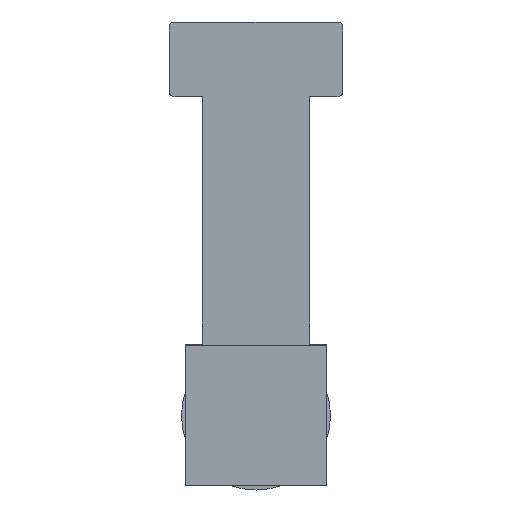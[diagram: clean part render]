
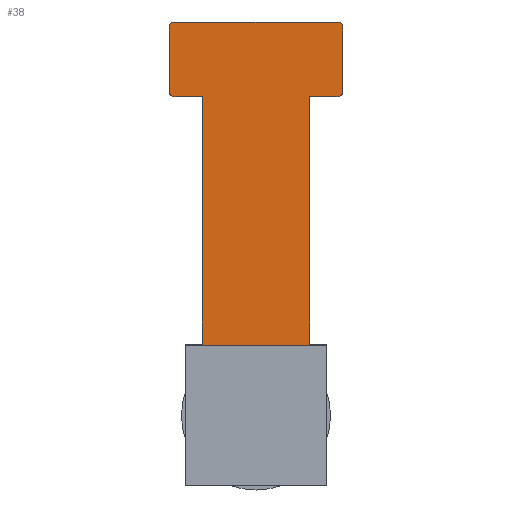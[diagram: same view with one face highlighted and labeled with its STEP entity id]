
A CAD part, front view. The second image highlights one B-rep face of the part: STEP entity #38.
In plain terms, the highlighted planar face has unit normal (0, -1, 0).
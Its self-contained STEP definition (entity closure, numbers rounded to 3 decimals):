
#38 = ADVANCED_FACE ( 'NONE', ( #1142 ), #1687, .F. ) ;
#58 = VECTOR ( 'NONE', #1636, 1000. ) ;
#67 = ORIENTED_EDGE ( 'NONE', *, *, #1341, .T. ) ;
#141 = DIRECTION ( 'NONE',  ( 0., -1., 0. ) ) ;
#151 = CARTESIAN_POINT ( 'NONE',  ( 5.25, 0.6, 19.25 ) ) ;
#165 = CARTESIAN_POINT ( 'NONE',  ( 3.25, 0.6, 4.25 ) ) ;
#204 = LINE ( 'NONE', #1272, #1379 ) ;
#219 = EDGE_CURVE ( 'NONE', #349, #1916, #1538, .T. ) ;
#227 = ORIENTED_EDGE ( 'NONE', *, *, #1601, .T. ) ;
#243 = VERTEX_POINT ( 'NONE', #1697 ) ;
#279 = ORIENTED_EDGE ( 'NONE', *, *, #945, .T. ) ;
#281 = CARTESIAN_POINT ( 'NONE',  ( 4.95, 0.6, 19.55 ) ) ;
#329 = EDGE_CURVE ( 'NONE', #913, #358, #773, .T. ) ;
#349 = VERTEX_POINT ( 'NONE', #165 ) ;
#358 = VERTEX_POINT ( 'NONE', #1494 ) ;
#369 = EDGE_CURVE ( 'NONE', #243, #1566, #1785, .T. ) ;
#386 = VECTOR ( 'NONE', #1388, 1000. ) ;
#393 = VECTOR ( 'NONE', #1941, 1000. ) ;
#408 = CARTESIAN_POINT ( 'NONE',  ( -4.95, 0.6, 19.55 ) ) ;
#412 = EDGE_CURVE ( 'NONE', #1916, #1541, #1220, .T. ) ;
#453 = LINE ( 'NONE', #151, #1226 ) ;
#475 = CARTESIAN_POINT ( 'NONE',  ( 3.25, 0.6, 19.25 ) ) ;
#476 = LINE ( 'NONE', #1076, #1414 ) ;
#482 = DIRECTION ( 'NONE',  ( 1., 0., 0. ) ) ;
#577 = LINE ( 'NONE', #1526, #58 ) ;
#580 = VECTOR ( 'NONE', #1058, 1000. ) ;
#594 = CARTESIAN_POINT ( 'NONE',  ( 5.25, 0.6, 19.55 ) ) ;
#614 = DIRECTION ( 'NONE',  ( 0., 0., 1. ) ) ;
#641 = ORIENTED_EDGE ( 'NONE', *, *, #1110, .T. ) ;
#661 = CIRCLE ( 'NONE', #782, 0.3 ) ;
#688 = CIRCLE ( 'NONE', #1099, 0.3 ) ;
#713 = CIRCLE ( 'NONE', #1901, 0.3 ) ;
#751 = DIRECTION ( 'NONE',  ( 0., 0., 1. ) ) ;
#760 = CARTESIAN_POINT ( 'NONE',  ( -4.95, 0.6, 19.25 ) ) ;
#763 = CARTESIAN_POINT ( 'NONE',  ( -5.25, 0.6, 19.25 ) ) ;
#773 = LINE ( 'NONE', #915, #969 ) ;
#782 = AXIS2_PLACEMENT_3D ( 'NONE', #408, #1624, #929 ) ;
#789 = CARTESIAN_POINT ( 'NONE',  ( 3.25, 0.6, 0. ) ) ;
#817 = VERTEX_POINT ( 'NONE', #1455 ) ;
#843 = ORIENTED_EDGE ( 'NONE', *, *, #1040, .T. ) ;
#862 = CARTESIAN_POINT ( 'NONE',  ( 4.95, 0.6, 19.25 ) ) ;
#869 = DIRECTION ( 'NONE',  ( 0., -1., 0. ) ) ;
#876 = VERTEX_POINT ( 'NONE', #594 ) ;
#897 = DIRECTION ( 'NONE',  ( 0., 1., 0. ) ) ;
#913 = VERTEX_POINT ( 'NONE', #1795 ) ;
#915 = CARTESIAN_POINT ( 'NONE',  ( -3.25, 0.6, 0. ) ) ;
#929 = DIRECTION ( 'NONE',  ( 0., 0., 1. ) ) ;
#945 = EDGE_CURVE ( 'NONE', #1541, #876, #688, .T. ) ;
#960 = ORIENTED_EDGE ( 'NONE', *, *, #329, .T. ) ;
#969 = VECTOR ( 'NONE', #1651, 1000. ) ;
#982 = CARTESIAN_POINT ( 'NONE',  ( -4.95, 0.6, 23.75 ) ) ;
#1040 = EDGE_CURVE ( 'NONE', #358, #349, #577, .T. ) ;
#1058 = DIRECTION ( 'NONE',  ( 1., 0., 0. ) ) ;
#1076 = CARTESIAN_POINT ( 'NONE',  ( -5.25, 0.6, 19.25 ) ) ;
#1092 = EDGE_CURVE ( 'NONE', #1566, #1769, #661, .T. ) ;
#1099 = AXIS2_PLACEMENT_3D ( 'NONE', #281, #1354, #614 ) ;
#1110 = EDGE_CURVE ( 'NONE', #1568, #243, #1699, .T. ) ;
#1127 = CARTESIAN_POINT ( 'NONE',  ( -5.25, 0.6, 19.55 ) ) ;
#1142 = FACE_OUTER_BOUND ( 'NONE', #1273, .T. ) ;
#1184 = DIRECTION ( 'NONE',  ( 0., 0., 1. ) ) ;
#1220 = LINE ( 'NONE', #1365, #580 ) ;
#1226 = VECTOR ( 'NONE', #1489, 1000. ) ;
#1233 = ORIENTED_EDGE ( 'NONE', *, *, #412, .T. ) ;
#1237 = DIRECTION ( 'NONE',  ( 1., 0., 0. ) ) ;
#1272 = CARTESIAN_POINT ( 'NONE',  ( 0., 0.6, 23.75 ) ) ;
#1273 = EDGE_LOOP ( 'NONE', ( #1233, #279, #227, #1766, #67, #641, #1804, #1932, #1828, #960, #843, #1622 ) ) ;
#1286 = AXIS2_PLACEMENT_3D ( 'NONE', #1376, #869, #1184 ) ;
#1341 = EDGE_CURVE ( 'NONE', #817, #1568, #204, .T. ) ;
#1347 = CARTESIAN_POINT ( 'NONE',  ( 0., 0.6, 0. ) ) ;
#1354 = DIRECTION ( 'NONE',  ( 0., -1., 0. ) ) ;
#1361 = CARTESIAN_POINT ( 'NONE',  ( 5.25, 0.6, 23.45 ) ) ;
#1365 = CARTESIAN_POINT ( 'NONE',  ( -5.25, 0.6, 19.25 ) ) ;
#1368 = EDGE_CURVE ( 'NONE', #1769, #913, #476, .T. ) ;
#1376 = CARTESIAN_POINT ( 'NONE',  ( -4.95, 0.6, 23.45 ) ) ;
#1379 = VECTOR ( 'NONE', #1579, 1000. ) ;
#1388 = DIRECTION ( 'NONE',  ( 0., 0., 1. ) ) ;
#1398 = AXIS2_PLACEMENT_3D ( 'NONE', #1347, #897, #482 ) ;
#1414 = VECTOR ( 'NONE', #1237, 1000. ) ;
#1455 = CARTESIAN_POINT ( 'NONE',  ( 4.95, 0.6, 23.75 ) ) ;
#1489 = DIRECTION ( 'NONE',  ( 0., 0., 1. ) ) ;
#1494 = CARTESIAN_POINT ( 'NONE',  ( -3.25, 0.6, 4.25 ) ) ;
#1511 = CARTESIAN_POINT ( 'NONE',  ( 4.95, 0.6, 23.45 ) ) ;
#1526 = CARTESIAN_POINT ( 'NONE',  ( -4.25, 0.6, 4.25 ) ) ;
#1538 = LINE ( 'NONE', #789, #386 ) ;
#1541 = VERTEX_POINT ( 'NONE', #862 ) ;
#1566 = VERTEX_POINT ( 'NONE', #1127 ) ;
#1568 = VERTEX_POINT ( 'NONE', #982 ) ;
#1579 = DIRECTION ( 'NONE',  ( -1., 0., 0. ) ) ;
#1601 = EDGE_CURVE ( 'NONE', #876, #1608, #453, .T. ) ;
#1608 = VERTEX_POINT ( 'NONE', #1361 ) ;
#1622 = ORIENTED_EDGE ( 'NONE', *, *, #219, .T. ) ;
#1624 = DIRECTION ( 'NONE',  ( 0., -1., 0. ) ) ;
#1636 = DIRECTION ( 'NONE',  ( 1., 0., 0. ) ) ;
#1651 = DIRECTION ( 'NONE',  ( 0., 0., -1. ) ) ;
#1687 = PLANE ( 'NONE',  #1398 ) ;
#1697 = CARTESIAN_POINT ( 'NONE',  ( -5.25, 0.6, 23.45 ) ) ;
#1699 = CIRCLE ( 'NONE', #1286, 0.3 ) ;
#1766 = ORIENTED_EDGE ( 'NONE', *, *, #1808, .T. ) ;
#1769 = VERTEX_POINT ( 'NONE', #760 ) ;
#1785 = LINE ( 'NONE', #763, #393 ) ;
#1795 = CARTESIAN_POINT ( 'NONE',  ( -3.25, 0.6, 19.25 ) ) ;
#1804 = ORIENTED_EDGE ( 'NONE', *, *, #369, .T. ) ;
#1808 = EDGE_CURVE ( 'NONE', #1608, #817, #713, .T. ) ;
#1828 = ORIENTED_EDGE ( 'NONE', *, *, #1368, .T. ) ;
#1901 = AXIS2_PLACEMENT_3D ( 'NONE', #1511, #141, #751 ) ;
#1916 = VERTEX_POINT ( 'NONE', #475 ) ;
#1932 = ORIENTED_EDGE ( 'NONE', *, *, #1092, .T. ) ;
#1941 = DIRECTION ( 'NONE',  ( 0., 0., -1. ) ) ;
